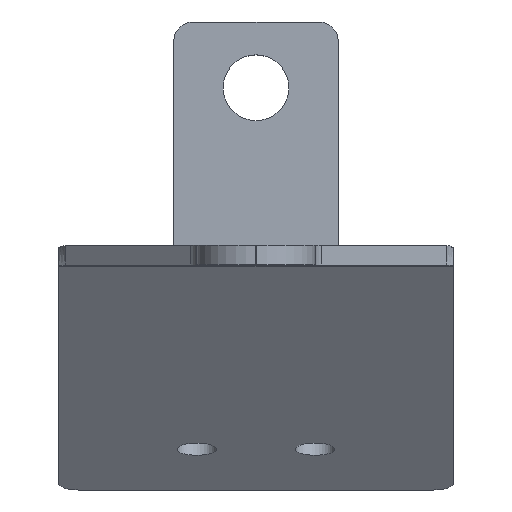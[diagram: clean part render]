
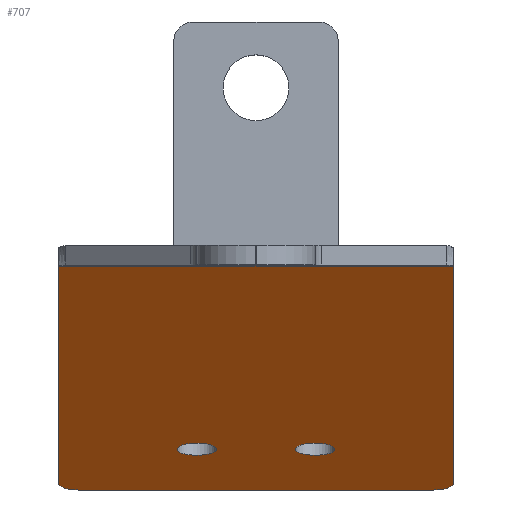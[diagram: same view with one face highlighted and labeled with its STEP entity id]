
A CAD part, top view. The second image highlights one B-rep face of the part: STEP entity #707.
In plain terms, the highlighted planar face has unit normal (0, -0.951, 0.309).
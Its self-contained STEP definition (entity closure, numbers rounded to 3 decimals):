
#23=FACE_BOUND('',#118,.T.);
#24=FACE_BOUND('',#119,.T.);
#43=PLANE('',#778);
#74=FACE_OUTER_BOUND('',#117,.T.);
#117=EDGE_LOOP('',(#561,#562,#563,#564,#565,#566));
#118=EDGE_LOOP('',(#567));
#119=EDGE_LOOP('',(#568));
#184=LINE('',#1131,#252);
#185=LINE('',#1135,#253);
#186=LINE('',#1137,#254);
#187=LINE('',#1138,#255);
#252=VECTOR('',#926,10.);
#253=VECTOR('',#929,10.);
#254=VECTOR('',#930,10.);
#255=VECTOR('',#931,10.);
#295=CIRCLE('',#777,3.);
#296=CIRCLE('',#779,3.);
#297=CIRCLE('',#780,3.);
#298=CIRCLE('',#781,3.);
#345=VERTEX_POINT('',#1124);
#346=VERTEX_POINT('',#1126);
#347=VERTEX_POINT('',#1130);
#348=VERTEX_POINT('',#1132);
#349=VERTEX_POINT('',#1134);
#350=VERTEX_POINT('',#1136);
#351=VERTEX_POINT('',#1139);
#352=VERTEX_POINT('',#1141);
#424=EDGE_CURVE('',#345,#346,#295,.T.);
#426=EDGE_CURVE('',#345,#347,#184,.T.);
#427=EDGE_CURVE('',#348,#347,#296,.T.);
#428=EDGE_CURVE('',#349,#348,#185,.T.);
#429=EDGE_CURVE('',#349,#350,#186,.T.);
#430=EDGE_CURVE('',#350,#346,#187,.T.);
#431=EDGE_CURVE('',#351,#351,#297,.T.);
#432=EDGE_CURVE('',#352,#352,#298,.T.);
#561=ORIENTED_EDGE('',*,*,#424,.F.);
#562=ORIENTED_EDGE('',*,*,#426,.T.);
#563=ORIENTED_EDGE('',*,*,#427,.F.);
#564=ORIENTED_EDGE('',*,*,#428,.F.);
#565=ORIENTED_EDGE('',*,*,#429,.T.);
#566=ORIENTED_EDGE('',*,*,#430,.T.);
#567=ORIENTED_EDGE('',*,*,#431,.T.);
#568=ORIENTED_EDGE('',*,*,#432,.T.);
#707=ADVANCED_FACE('',(#74,#23,#24),#43,.T.);
#777=AXIS2_PLACEMENT_3D('',#1127,#921,#922);
#778=AXIS2_PLACEMENT_3D('',#1129,#924,#925);
#779=AXIS2_PLACEMENT_3D('',#1133,#927,#928);
#780=AXIS2_PLACEMENT_3D('',#1140,#932,#933);
#781=AXIS2_PLACEMENT_3D('',#1142,#934,#935);
#921=DIRECTION('center_axis',(0.,0.951,-0.309));
#922=DIRECTION('ref_axis',(-0.707,-0.219,-0.672));
#924=DIRECTION('center_axis',(0.,-0.951,0.309));
#925=DIRECTION('ref_axis',(0.,-0.309,-0.951));
#926=DIRECTION('',(1.,0.,0.));
#927=DIRECTION('center_axis',(0.,0.951,-0.309));
#928=DIRECTION('ref_axis',(0.707,-0.219,-0.672));
#929=DIRECTION('',(0.,-0.309,-0.951));
#930=DIRECTION('',(-1.,0.,0.));
#931=DIRECTION('',(0.,-0.309,-0.951));
#932=DIRECTION('center_axis',(0.,0.951,-0.309));
#933=DIRECTION('ref_axis',(1.,0.,0.));
#934=DIRECTION('center_axis',(0.,0.951,-0.309));
#935=DIRECTION('ref_axis',(1.,0.,0.));
#1124=CARTESIAN_POINT('',(-27.,-33.992,-139.141));
#1126=CARTESIAN_POINT('',(-30.,-33.065,-136.288));
#1127=CARTESIAN_POINT('Origin',(-27.,-33.065,-136.288));
#1129=CARTESIAN_POINT('Origin',(0.,-16.928,
-86.622));
#1130=CARTESIAN_POINT('',(27.,-33.992,-139.141));
#1131=CARTESIAN_POINT('',(-30.,-33.992,-139.141));
#1132=CARTESIAN_POINT('',(30.,-33.065,-136.288));
#1133=CARTESIAN_POINT('Origin',(27.,-33.065,-136.288));
#1134=CARTESIAN_POINT('',(30.,-0.147,-34.977));
#1135=CARTESIAN_POINT('',(30.,-0.147,-34.977));
#1136=CARTESIAN_POINT('',(-30.,-0.147,-34.977));
#1137=CARTESIAN_POINT('',(0.,-0.147,-34.977));
#1138=CARTESIAN_POINT('',(-30.,-0.147,-34.977));
#1139=CARTESIAN_POINT('',(-12.,-27.812,-120.12));
#1140=CARTESIAN_POINT('Origin',(-9.,-27.812,-120.12));
#1141=CARTESIAN_POINT('',(6.,-27.812,-120.12));
#1142=CARTESIAN_POINT('Origin',(9.,-27.812,-120.12));
